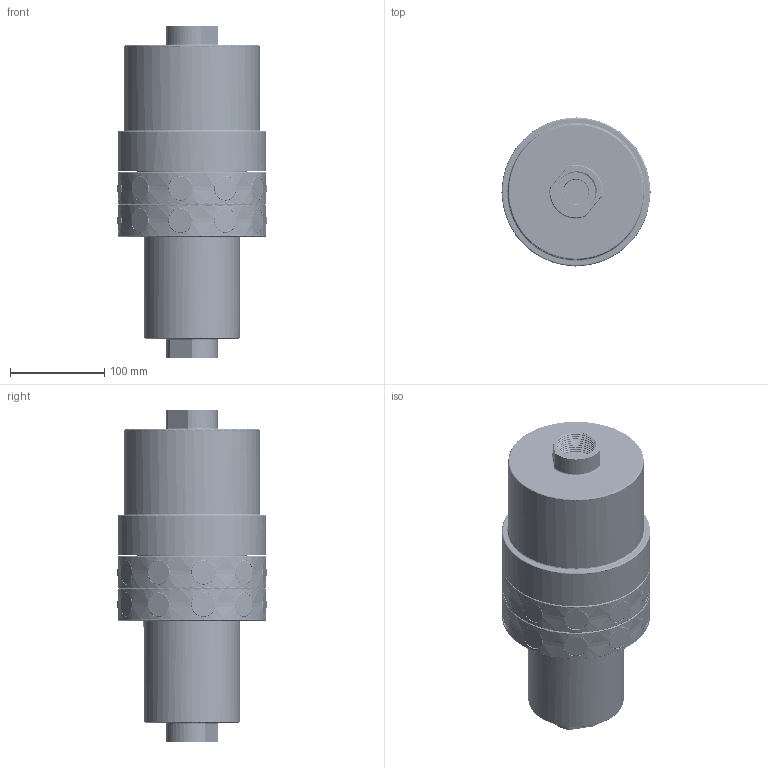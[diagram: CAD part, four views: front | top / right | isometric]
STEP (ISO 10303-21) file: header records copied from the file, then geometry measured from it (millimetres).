
FILE_DESCRIPTION(('FreeCAD Model'),'2;1');
FILE_NAME('Open CASCADE Shape Model','2025-04-27T08:00:29',('FreeCAD'),( 'FreeCAD'),'Open CASCADE STEP processor 7.6','FreeCAD','Unknown');
FILE_SCHEMA(('AUTOMOTIVE_DESIGN { 1 0 10303 214 1 1 1 1 }'));
Products named in the file (1): Open CASCADE STEP translator 7.6 1
Bounding box: 158.17 x 158.17 x 352.02 mm (x, y, z)
Volume: 2775237.9 mm3; surface area: 722137.9 mm2
Topology: 71 solids, 71 shells, 2678 faces, 6477 edges, 3983 vertices
Faces by surface type: bspline 2678
Entity records: 112516 total; most frequent: CARTESIAN_POINT 77728, ORIENTED_EDGE 12898, EDGE_CURVE 6449, VERTEX_POINT 3983, FACE_BOUND 2824, EDGE_LOOP 2824, ADVANCED_FACE 2678, B_SPLINE_CURVE_WITH_KNOTS 2544
